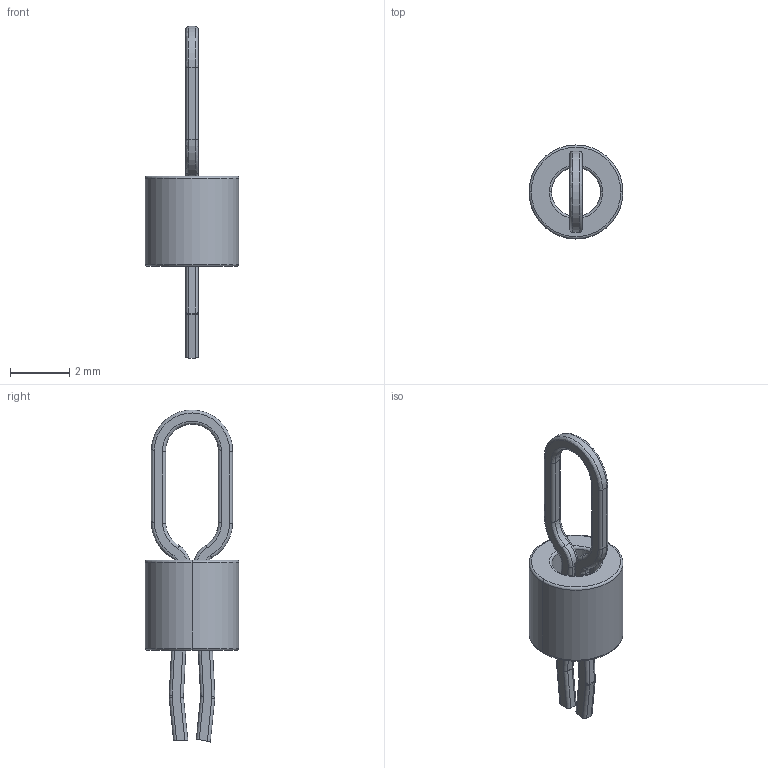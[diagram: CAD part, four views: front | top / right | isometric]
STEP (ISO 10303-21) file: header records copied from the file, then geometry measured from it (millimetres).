
FILE_DESCRIPTION (( 'STEP AP214' ), '1' );
FILE_NAME ('F240B5F3-C6A9-4176-8784-377E9020399A.STEP', '2023-08-25T18:44:52', ( '' ), ( '' ), 'SwSTEP 2.0', 'SolidWorks 2022', '' );
FILE_SCHEMA (( 'AUTOMOTIVE_DESIGN' ));
Length unit declared in the file: inch
Products named in the file (1): F240B5F3-C6A9-4176-8784-377E9020399A
Bounding box: 3.17 x 3.17 x 11.22 mm (x, y, z)
Volume: 22.1 mm3; surface area: 95.6 mm2
Topology: 2 solids, 2 shells, 96 faces, 220 edges, 128 vertices
Faces by surface type: bspline 52, cylinder 18, plane 18, torus 8
Entity records: 3147 total; most frequent: CARTESIAN_POINT 1033, DIRECTION 446, ORIENTED_EDGE 440, EDGE_CURVE 220, AXIS2_PLACEMENT_3D 181, CIRCLE 136, VERTEX_POINT 128, EDGE_LOOP 98
